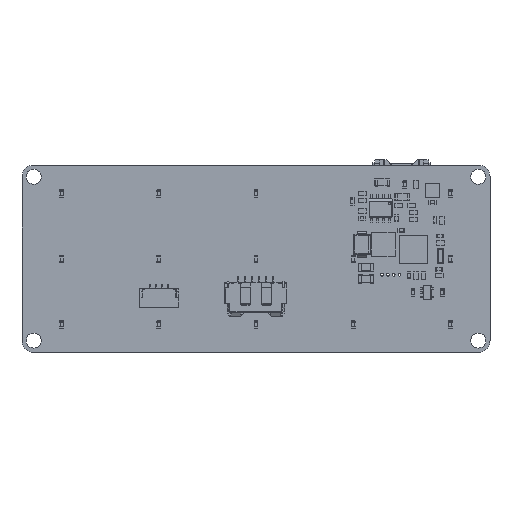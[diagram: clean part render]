
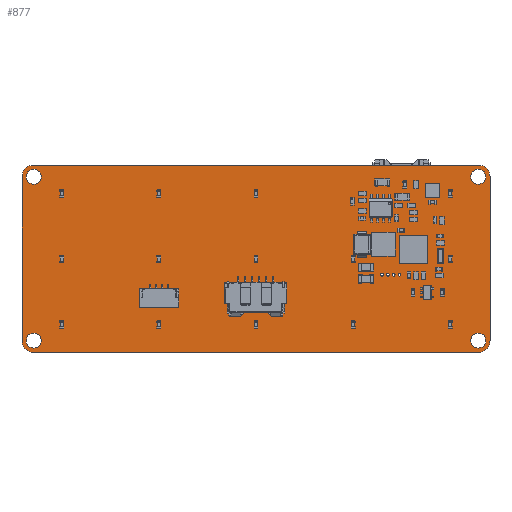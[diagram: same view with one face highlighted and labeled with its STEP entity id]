
A CAD part, top view. The second image highlights one B-rep face of the part: STEP entity #877.
In plain terms, the highlighted planar face has unit normal (0, 0, 1).
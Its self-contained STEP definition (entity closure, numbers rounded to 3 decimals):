
#324 = VERTEX_POINT('',#325);
#325 = CARTESIAN_POINT('',(2.5,0.,1.691));
#331 = EDGE_CURVE('',#324,#332,#334,.T.);
#332 = VERTEX_POINT('',#333);
#333 = CARTESIAN_POINT('',(0.,2.5,1.691));
#334 = CIRCLE('',#335,2.499);
#335 = AXIS2_PLACEMENT_3D('',#336,#337,#338);
#336 = CARTESIAN_POINT('',(2.499,2.499,1.691));
#337 = DIRECTION('',(0.,0.,-1.));
#338 = DIRECTION('',(0.,-1.,0.));
#364 = EDGE_CURVE('',#332,#365,#367,.T.);
#365 = VERTEX_POINT('',#366);
#366 = CARTESIAN_POINT('',(0.,37.5,1.691));
#367 = LINE('',#368,#369);
#368 = CARTESIAN_POINT('',(0.,2.5,1.691));
#369 = VECTOR('',#370,1.);
#370 = DIRECTION('',(0.,1.,0.));
#395 = EDGE_CURVE('',#365,#396,#398,.T.);
#396 = VERTEX_POINT('',#397);
#397 = CARTESIAN_POINT('',(2.5,40.,1.691));
#398 = CIRCLE('',#399,2.499);
#399 = AXIS2_PLACEMENT_3D('',#400,#401,#402);
#400 = CARTESIAN_POINT('',(2.499,37.501,1.691));
#401 = DIRECTION('',(0.,0.,-1.));
#402 = DIRECTION('',(-1.,0.,0.));
#428 = EDGE_CURVE('',#396,#429,#431,.T.);
#429 = VERTEX_POINT('',#430);
#430 = CARTESIAN_POINT('',(97.5,40.,1.691));
#431 = LINE('',#432,#433);
#432 = CARTESIAN_POINT('',(2.5,40.,1.691));
#433 = VECTOR('',#434,1.);
#434 = DIRECTION('',(1.,0.,0.));
#459 = EDGE_CURVE('',#429,#460,#462,.T.);
#460 = VERTEX_POINT('',#461);
#461 = CARTESIAN_POINT('',(100.,37.5,1.691));
#462 = CIRCLE('',#463,2.499);
#463 = AXIS2_PLACEMENT_3D('',#464,#465,#466);
#464 = CARTESIAN_POINT('',(97.501,37.501,1.691));
#465 = DIRECTION('',(0.,0.,-1.));
#466 = DIRECTION('',(0.,1.,0.));
#492 = EDGE_CURVE('',#460,#493,#495,.T.);
#493 = VERTEX_POINT('',#494);
#494 = CARTESIAN_POINT('',(100.,2.5,1.691));
#495 = LINE('',#496,#497);
#496 = CARTESIAN_POINT('',(100.,37.5,1.691));
#497 = VECTOR('',#498,1.);
#498 = DIRECTION('',(0.,-1.,0.));
#523 = EDGE_CURVE('',#493,#524,#526,.T.);
#524 = VERTEX_POINT('',#525);
#525 = CARTESIAN_POINT('',(97.5,0.,1.691));
#526 = CIRCLE('',#527,2.499);
#527 = AXIS2_PLACEMENT_3D('',#528,#529,#530);
#528 = CARTESIAN_POINT('',(97.501,2.499,1.691));
#529 = DIRECTION('',(0.,0.,-1.));
#530 = DIRECTION('',(1.,0.,0.));
#556 = EDGE_CURVE('',#524,#324,#557,.T.);
#557 = LINE('',#558,#559);
#558 = CARTESIAN_POINT('',(97.5,0.,1.691));
#559 = VECTOR('',#560,1.);
#560 = DIRECTION('',(-1.,0.,0.));
#580 = VERTEX_POINT('',#581);
#581 = CARTESIAN_POINT('',(4.1,2.5,1.691));
#587 = EDGE_CURVE('',#580,#580,#588,.T.);
#588 = CIRCLE('',#589,1.6);
#589 = AXIS2_PLACEMENT_3D('',#590,#591,#592);
#590 = CARTESIAN_POINT('',(2.5,2.5,1.691));
#591 = DIRECTION('',(0.,0.,1.));
#592 = DIRECTION('',(1.,0.,0.));
#613 = VERTEX_POINT('',#614);
#614 = CARTESIAN_POINT('',(77.212,16.56,1.691));
#620 = EDGE_CURVE('',#613,#613,#621,.T.);
#621 = CIRCLE('',#622,0.3);
#622 = AXIS2_PLACEMENT_3D('',#623,#624,#625);
#623 = CARTESIAN_POINT('',(76.912,16.56,1.691));
#624 = DIRECTION('',(0.,0.,1.));
#625 = DIRECTION('',(1.,0.,0.));
#646 = VERTEX_POINT('',#647);
#647 = CARTESIAN_POINT('',(4.1,37.5,1.691));
#653 = EDGE_CURVE('',#646,#646,#654,.T.);
#654 = CIRCLE('',#655,1.6);
#655 = AXIS2_PLACEMENT_3D('',#656,#657,#658);
#656 = CARTESIAN_POINT('',(2.5,37.5,1.691));
#657 = DIRECTION('',(0.,0.,1.));
#658 = DIRECTION('',(1.,0.,0.));
#679 = VERTEX_POINT('',#680);
#680 = CARTESIAN_POINT('',(78.462,16.56,1.691));
#686 = EDGE_CURVE('',#679,#679,#687,.T.);
#687 = CIRCLE('',#688,0.3);
#688 = AXIS2_PLACEMENT_3D('',#689,#690,#691);
#689 = CARTESIAN_POINT('',(78.162,16.56,1.691));
#690 = DIRECTION('',(0.,0.,1.));
#691 = DIRECTION('',(1.,0.,0.));
#712 = VERTEX_POINT('',#713);
#713 = CARTESIAN_POINT('',(79.712,16.56,1.691));
#719 = EDGE_CURVE('',#712,#712,#720,.T.);
#720 = CIRCLE('',#721,0.3);
#721 = AXIS2_PLACEMENT_3D('',#722,#723,#724);
#722 = CARTESIAN_POINT('',(79.412,16.56,1.691));
#723 = DIRECTION('',(0.,0.,1.));
#724 = DIRECTION('',(1.,0.,0.));
#745 = VERTEX_POINT('',#746);
#746 = CARTESIAN_POINT('',(99.1,2.5,1.691));
#752 = EDGE_CURVE('',#745,#745,#753,.T.);
#753 = CIRCLE('',#754,1.6);
#754 = AXIS2_PLACEMENT_3D('',#755,#756,#757);
#755 = CARTESIAN_POINT('',(97.5,2.5,1.691));
#756 = DIRECTION('',(0.,0.,1.));
#757 = DIRECTION('',(1.,0.,0.));
#778 = VERTEX_POINT('',#779);
#779 = CARTESIAN_POINT('',(80.962,16.56,1.691));
#785 = EDGE_CURVE('',#778,#778,#786,.T.);
#786 = CIRCLE('',#787,0.3);
#787 = AXIS2_PLACEMENT_3D('',#788,#789,#790);
#788 = CARTESIAN_POINT('',(80.662,16.56,1.691));
#789 = DIRECTION('',(0.,0.,1.));
#790 = DIRECTION('',(1.,0.,0.));
#811 = VERTEX_POINT('',#812);
#812 = CARTESIAN_POINT('',(99.1,37.5,1.691));
#818 = EDGE_CURVE('',#811,#811,#819,.T.);
#819 = CIRCLE('',#820,1.6);
#820 = AXIS2_PLACEMENT_3D('',#821,#822,#823);
#821 = CARTESIAN_POINT('',(97.5,37.5,1.691));
#822 = DIRECTION('',(0.,0.,1.));
#823 = DIRECTION('',(1.,0.,0.));
#877 = ADVANCED_FACE('',(#878,#888,#891,#894,#897,#900,#903,#906,#909),
  #912,.T.);
#878 = FACE_BOUND('',#879,.F.);
#879 = EDGE_LOOP('',(#880,#881,#882,#883,#884,#885,#886,#887));
#880 = ORIENTED_EDGE('',*,*,#331,.T.);
#881 = ORIENTED_EDGE('',*,*,#364,.T.);
#882 = ORIENTED_EDGE('',*,*,#395,.T.);
#883 = ORIENTED_EDGE('',*,*,#428,.T.);
#884 = ORIENTED_EDGE('',*,*,#459,.T.);
#885 = ORIENTED_EDGE('',*,*,#492,.T.);
#886 = ORIENTED_EDGE('',*,*,#523,.T.);
#887 = ORIENTED_EDGE('',*,*,#556,.T.);
#888 = FACE_BOUND('',#889,.T.);
#889 = EDGE_LOOP('',(#890));
#890 = ORIENTED_EDGE('',*,*,#587,.F.);
#891 = FACE_BOUND('',#892,.T.);
#892 = EDGE_LOOP('',(#893));
#893 = ORIENTED_EDGE('',*,*,#620,.F.);
#894 = FACE_BOUND('',#895,.T.);
#895 = EDGE_LOOP('',(#896));
#896 = ORIENTED_EDGE('',*,*,#653,.F.);
#897 = FACE_BOUND('',#898,.T.);
#898 = EDGE_LOOP('',(#899));
#899 = ORIENTED_EDGE('',*,*,#686,.F.);
#900 = FACE_BOUND('',#901,.T.);
#901 = EDGE_LOOP('',(#902));
#902 = ORIENTED_EDGE('',*,*,#719,.F.);
#903 = FACE_BOUND('',#904,.T.);
#904 = EDGE_LOOP('',(#905));
#905 = ORIENTED_EDGE('',*,*,#752,.F.);
#906 = FACE_BOUND('',#907,.T.);
#907 = EDGE_LOOP('',(#908));
#908 = ORIENTED_EDGE('',*,*,#785,.F.);
#909 = FACE_BOUND('',#910,.T.);
#910 = EDGE_LOOP('',(#911));
#911 = ORIENTED_EDGE('',*,*,#818,.F.);
#912 = PLANE('',#913);
#913 = AXIS2_PLACEMENT_3D('',#914,#915,#916);
#914 = CARTESIAN_POINT('',(2.5,0.,1.691));
#915 = DIRECTION('',(0.,0.,1.));
#916 = DIRECTION('',(1.,0.,0.));
